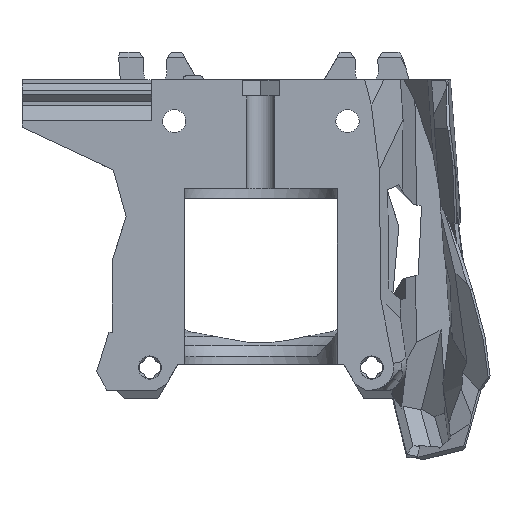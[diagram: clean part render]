
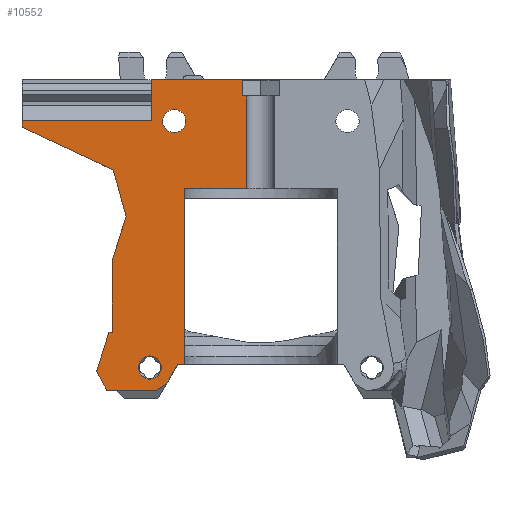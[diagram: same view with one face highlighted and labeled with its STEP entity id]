
A CAD part, front view. The second image highlights one B-rep face of the part: STEP entity #10552.
In plain terms, the highlighted planar face has unit normal (0, -1, 0).
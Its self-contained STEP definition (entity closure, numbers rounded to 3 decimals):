
#251=FACE_BOUND('',#918,.T.);
#252=FACE_BOUND('',#919,.T.);
#359=FACE_OUTER_BOUND('',#917,.T.);
#917=EDGE_LOOP('',(#6931,#6932,#6933,#6934,#6935,#6936,#6937,#6938,#6939,
#6940,#6941,#6942,#6943,#6944,#6945,#6946,#6947,#6948,#6949,#6950,#6951));
#918=EDGE_LOOP('',(#6952));
#919=EDGE_LOOP('',(#6953));
#1503=CIRCLE('',#11127,1.7);
#1504=CIRCLE('',#11128,1.7);
#1630=LINE('',#14482,#2938);
#1633=LINE('',#14491,#2941);
#1637=LINE('',#14497,#2945);
#1650=LINE('',#14524,#2958);
#1652=LINE('',#14531,#2960);
#1653=LINE('',#14533,#2961);
#1654=LINE('',#14535,#2962);
#1655=LINE('',#14537,#2963);
#1656=LINE('',#14539,#2964);
#1657=LINE('',#14541,#2965);
#1658=LINE('',#14543,#2966);
#1659=LINE('',#14545,#2967);
#1660=LINE('',#14547,#2968);
#1661=LINE('',#14549,#2969);
#1662=LINE('',#14551,#2970);
#1663=LINE('',#14553,#2971);
#1664=LINE('',#14554,#2972);
#1665=LINE('',#14556,#2973);
#1666=LINE('',#14558,#2974);
#1667=LINE('',#14560,#2975);
#1668=LINE('',#14561,#2976);
#2938=VECTOR('',#11804,10.);
#2941=VECTOR('',#11811,10.);
#2945=VECTOR('',#11817,10.);
#2958=VECTOR('',#11844,10.);
#2960=VECTOR('',#11850,10.);
#2961=VECTOR('',#11851,10.);
#2962=VECTOR('',#11852,10.);
#2963=VECTOR('',#11853,10.);
#2964=VECTOR('',#11854,10.);
#2965=VECTOR('',#11855,10.);
#2966=VECTOR('',#11856,10.);
#2967=VECTOR('',#11857,10.);
#2968=VECTOR('',#11858,10.);
#2969=VECTOR('',#11859,10.);
#2970=VECTOR('',#11860,10.);
#2971=VECTOR('',#11861,10.);
#2972=VECTOR('',#11862,10.);
#2973=VECTOR('',#11863,10.);
#2974=VECTOR('',#11864,10.);
#2975=VECTOR('',#11865,10.);
#2976=VECTOR('',#11866,10.);
#4246=VERTEX_POINT('',#14479);
#4247=VERTEX_POINT('',#14481);
#4249=VERTEX_POINT('',#14487);
#4251=VERTEX_POINT('',#14490);
#4259=VERTEX_POINT('',#14523);
#4261=VERTEX_POINT('',#14529);
#4262=VERTEX_POINT('',#14530);
#4263=VERTEX_POINT('',#14532);
#4264=VERTEX_POINT('',#14534);
#4265=VERTEX_POINT('',#14536);
#4266=VERTEX_POINT('',#14538);
#4267=VERTEX_POINT('',#14540);
#4268=VERTEX_POINT('',#14542);
#4269=VERTEX_POINT('',#14544);
#4270=VERTEX_POINT('',#14546);
#4271=VERTEX_POINT('',#14548);
#4272=VERTEX_POINT('',#14550);
#4273=VERTEX_POINT('',#14552);
#4274=VERTEX_POINT('',#14555);
#4275=VERTEX_POINT('',#14557);
#4276=VERTEX_POINT('',#14559);
#4277=VERTEX_POINT('',#14562);
#4278=VERTEX_POINT('',#14564);
#5283=EDGE_CURVE('',#4247,#4246,#1630,.T.);
#5287=EDGE_CURVE('',#4251,#4249,#1633,.T.);
#5291=EDGE_CURVE('',#4246,#4251,#1637,.T.);
#5304=EDGE_CURVE('',#4259,#4247,#1650,.T.);
#5307=EDGE_CURVE('',#4261,#4262,#1652,.T.);
#5308=EDGE_CURVE('',#4263,#4261,#1653,.T.);
#5309=EDGE_CURVE('',#4263,#4264,#1654,.T.);
#5310=EDGE_CURVE('',#4265,#4264,#1655,.T.);
#5311=EDGE_CURVE('',#4266,#4265,#1656,.T.);
#5312=EDGE_CURVE('',#4267,#4266,#1657,.T.);
#5313=EDGE_CURVE('',#4267,#4268,#1658,.F.);
#5314=EDGE_CURVE('',#4269,#4268,#1659,.T.);
#5315=EDGE_CURVE('',#4270,#4269,#1660,.T.);
#5316=EDGE_CURVE('',#4271,#4270,#1661,.T.);
#5317=EDGE_CURVE('',#4272,#4271,#1662,.T.);
#5318=EDGE_CURVE('',#4272,#4273,#1663,.T.);
#5319=EDGE_CURVE('',#4273,#4259,#1664,.T.);
#5320=EDGE_CURVE('',#4274,#4249,#1665,.T.);
#5321=EDGE_CURVE('',#4274,#4275,#1666,.T.);
#5322=EDGE_CURVE('',#4276,#4275,#1667,.T.);
#5323=EDGE_CURVE('',#4276,#4262,#1668,.T.);
#5324=EDGE_CURVE('',#4277,#4277,#1503,.T.);
#5325=EDGE_CURVE('',#4278,#4278,#1504,.T.);
#6931=ORIENTED_EDGE('',*,*,#5307,.F.);
#6932=ORIENTED_EDGE('',*,*,#5308,.F.);
#6933=ORIENTED_EDGE('',*,*,#5309,.T.);
#6934=ORIENTED_EDGE('',*,*,#5310,.F.);
#6935=ORIENTED_EDGE('',*,*,#5311,.F.);
#6936=ORIENTED_EDGE('',*,*,#5312,.F.);
#6937=ORIENTED_EDGE('',*,*,#5313,.T.);
#6938=ORIENTED_EDGE('',*,*,#5314,.F.);
#6939=ORIENTED_EDGE('',*,*,#5315,.F.);
#6940=ORIENTED_EDGE('',*,*,#5316,.F.);
#6941=ORIENTED_EDGE('',*,*,#5317,.F.);
#6942=ORIENTED_EDGE('',*,*,#5318,.T.);
#6943=ORIENTED_EDGE('',*,*,#5319,.T.);
#6944=ORIENTED_EDGE('',*,*,#5304,.T.);
#6945=ORIENTED_EDGE('',*,*,#5283,.T.);
#6946=ORIENTED_EDGE('',*,*,#5291,.T.);
#6947=ORIENTED_EDGE('',*,*,#5287,.T.);
#6948=ORIENTED_EDGE('',*,*,#5320,.F.);
#6949=ORIENTED_EDGE('',*,*,#5321,.T.);
#6950=ORIENTED_EDGE('',*,*,#5322,.F.);
#6951=ORIENTED_EDGE('',*,*,#5323,.T.);
#6952=ORIENTED_EDGE('',*,*,#5324,.T.);
#6953=ORIENTED_EDGE('',*,*,#5325,.F.);
#10115=PLANE('',#11126);
#10552=ADVANCED_FACE('',(#359,#251,#252),#10115,.F.);
#11126=AXIS2_PLACEMENT_3D('',#14528,#11848,#11849);
#11127=AXIS2_PLACEMENT_3D('',#14563,#11867,#11868);
#11128=AXIS2_PLACEMENT_3D('',#14565,#11869,#11870);
#11804=DIRECTION('',(-1.,0.,0.));
#11811=DIRECTION('',(-0.707,0.,0.707));
#11817=DIRECTION('',(0.,0.,1.));
#11844=DIRECTION('',(0.,0.,1.));
#11848=DIRECTION('center_axis',(0.,1.,0.));
#11849=DIRECTION('ref_axis',(0.,0.,
1.));
#11850=DIRECTION('',(-0.906,0.,0.423));
#11851=DIRECTION('',(-0.264,0.,0.964));
#11852=DIRECTION('',(-0.298,0.,-0.955));
#11853=DIRECTION('',(0.,0.,1.));
#11854=DIRECTION('',(1.,0.,0.));
#11855=DIRECTION('',(0.298,0.,0.955));
#11856=DIRECTION('',(-0.481,0.,0.877));
#11857=DIRECTION('',(-1.,0.,0.));
#11858=DIRECTION('',(-0.866,0.,-0.5));
#11859=DIRECTION('',(-0.5,0.,-0.866));
#11860=DIRECTION('',(-1.,0.,0.));
#11861=DIRECTION('',(0.,0.,1.));
#11862=DIRECTION('',(1.,0.,0.));
#11863=DIRECTION('',(1.,0.,0.));
#11864=DIRECTION('',(0.,0.,-1.));
#11865=DIRECTION('',(1.,0.,0.));
#11866=DIRECTION('',(0.,0.,-1.));
#11867=DIRECTION('center_axis',(0.,1.,0.));
#11868=DIRECTION('ref_axis',(1.,0.,0.));
#11869=DIRECTION('center_axis',(0.,-1.,0.));
#11870=DIRECTION('ref_axis',(0.,0.,
-1.));
#14479=CARTESIAN_POINT('',(-2.7,0.,59.1));
#14481=CARTESIAN_POINT('',(-2.05,0.,59.1));
#14482=CARTESIAN_POINT('',(8.414,0.,59.1));
#14487=CARTESIAN_POINT('',(-2.9,0.,61.5));
#14490=CARTESIAN_POINT('',(-2.7,0.,61.3));
#14491=CARTESIAN_POINT('',(9.491,0.,49.109));
#14497=CARTESIAN_POINT('',(-2.7,0.,46.617));
#14523=CARTESIAN_POINT('',(-2.05,0.,45.5));
#14524=CARTESIAN_POINT('',(-2.05,0.,52.5));
#14528=CARTESIAN_POINT('Origin',(16.698,0.,
31.934));
#14529=CARTESIAN_POINT('',(-21.6,0.,48.252));
#14530=CARTESIAN_POINT('',(-35.,0.,54.5));
#14531=CARTESIAN_POINT('',(-26.65,0.,50.607));
#14532=CARTESIAN_POINT('',(-19.739,0.,41.455));
#14533=CARTESIAN_POINT('',(-19.579,0.,40.87));
#14534=CARTESIAN_POINT('',(-21.769,0.,34.956));
#14535=CARTESIAN_POINT('',(-19.739,0.,41.455));
#14536=CARTESIAN_POINT('',(-21.769,0.,24.485));
#14537=CARTESIAN_POINT('',(-21.769,0.,28.03));
#14538=CARTESIAN_POINT('',(-22.271,0.,24.485));
#14539=CARTESIAN_POINT('',(1.795,0.,24.485));
#14540=CARTESIAN_POINT('',(-24.067,0.,18.732));
#14541=CARTESIAN_POINT('',(-23.108,0.,21.804));
#14542=CARTESIAN_POINT('',(-22.569,0.,16.001));
#14543=CARTESIAN_POINT('',(-25.05,0.,20.521));
#14544=CARTESIAN_POINT('',(-15.345,0.,16.001));
#14545=CARTESIAN_POINT('',(-23.493,0.,16.001));
#14546=CARTESIAN_POINT('',(-13.845,0.,16.867));
#14547=CARTESIAN_POINT('',(0.496,0.,25.147));
#14548=CARTESIAN_POINT('',(-12.18,0.,19.75));
#14549=CARTESIAN_POINT('',(-11.565,0.,20.816));
#14550=CARTESIAN_POINT('',(-11.25,0.,19.75));
#14551=CARTESIAN_POINT('',(-8.349,0.,19.75));
#14552=CARTESIAN_POINT('',(-11.25,0.,45.5));
#14553=CARTESIAN_POINT('',(-11.25,0.,33.25));
#14554=CARTESIAN_POINT('',(8.349,0.,45.5));
#14555=CARTESIAN_POINT('',(-16.,0.,61.5));
#14556=CARTESIAN_POINT('',(-19.733,0.,61.5));
#14557=CARTESIAN_POINT('',(-16.,0.,55.5));
#14558=CARTESIAN_POINT('',(-16.,0.,45.467));
#14559=CARTESIAN_POINT('',(-35.,0.,55.5));
#14560=CARTESIAN_POINT('',(-30.75,0.,55.5));
#14561=CARTESIAN_POINT('',(-35.,0.,50.5));
#14562=CARTESIAN_POINT('',(-17.95,0.,19.301));
#14563=CARTESIAN_POINT('Origin',(-16.25,0.,
19.301));
#14564=CARTESIAN_POINT('',(-12.7,0.,57.124));
#14565=CARTESIAN_POINT('Origin',(-12.7,0.,
55.424));
